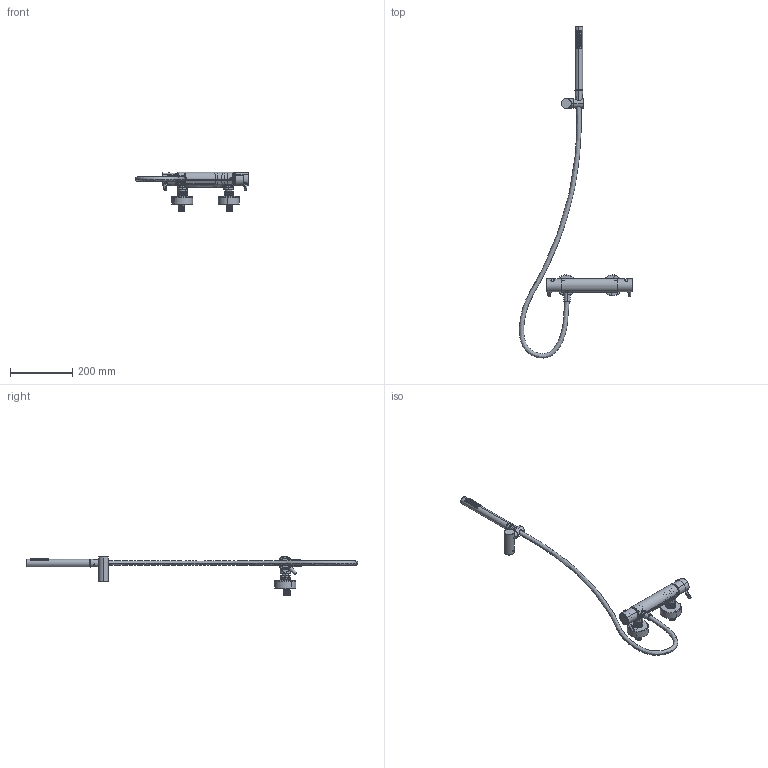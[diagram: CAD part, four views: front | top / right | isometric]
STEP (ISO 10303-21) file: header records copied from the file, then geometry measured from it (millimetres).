
FILE_DESCRIPTION (( 'STEP AP203' ), '1' );
FILE_NAME ('39D307514.STEP', '2024-02-19T11:50:51', ( '' ), ( '' ), 'SwSTEP 2.0', 'SolidWorks 2021', '' );
FILE_SCHEMA (( 'CONFIG_CONTROL_DESIGN' ));
Products named in the file (1): 39D307514
Bounding box: 363.11 x 1065.37 x 126.1 mm (x, y, z)
Volume: 564423.5 mm3; surface area: 271642.7 mm2
Topology: 22 solids, 22 shells, 1980 faces, 4920 edges, 3087 vertices
Faces by surface type: cylinder 658, plane 543, cone 372, bspline 311, torus 78, sphere 18
Entity records: 112072 total; most frequent: CARTESIAN_POINT 68527, ORIENTED_EDGE 9664, DIRECTION 8198, EDGE_CURVE 4832, AXIS2_PLACEMENT_3D 3230, VERTEX_POINT 3077, EDGE_LOOP 2231, ADVANCED_FACE 1980
